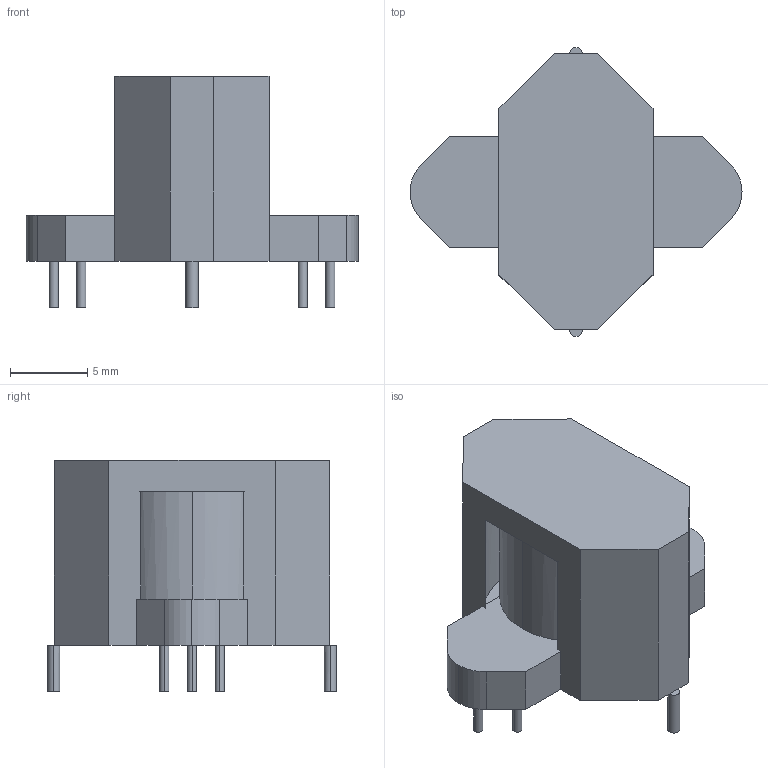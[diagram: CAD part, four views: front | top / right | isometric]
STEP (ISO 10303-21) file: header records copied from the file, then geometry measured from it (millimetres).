
FILE_DESCRIPTION (( 'STEP AP214' ), '1' );
FILE_NAME ('RM-06.STEP', '2021-06-08T04:31:06', ( '' ), ( '' ), 'SwSTEP 2.0', 'SolidWorks 2019', '' );
FILE_SCHEMA (( 'AUTOMOTIVE_DESIGN' ));
Length unit declared in the file: millimetre
Products named in the file (1): RM-06
Bounding box: 21.55 x 18.76 x 15 mm (x, y, z)
Volume: 1847.2 mm3; surface area: 1501.9 mm2
Topology: 1 solids, 1 shells, 60 faces, 161 edges, 106 vertices
Faces by surface type: plane 37, cylinder 23
Entity records: 2307 total; most frequent: DIRECTION 341, CARTESIAN_POINT 328, ORIENTED_EDGE 322, EDGE_CURVE 161, AXIS2_PLACEMENT_3D 119, VERTEX_POINT 106, VECTOR 103, LINE 103
